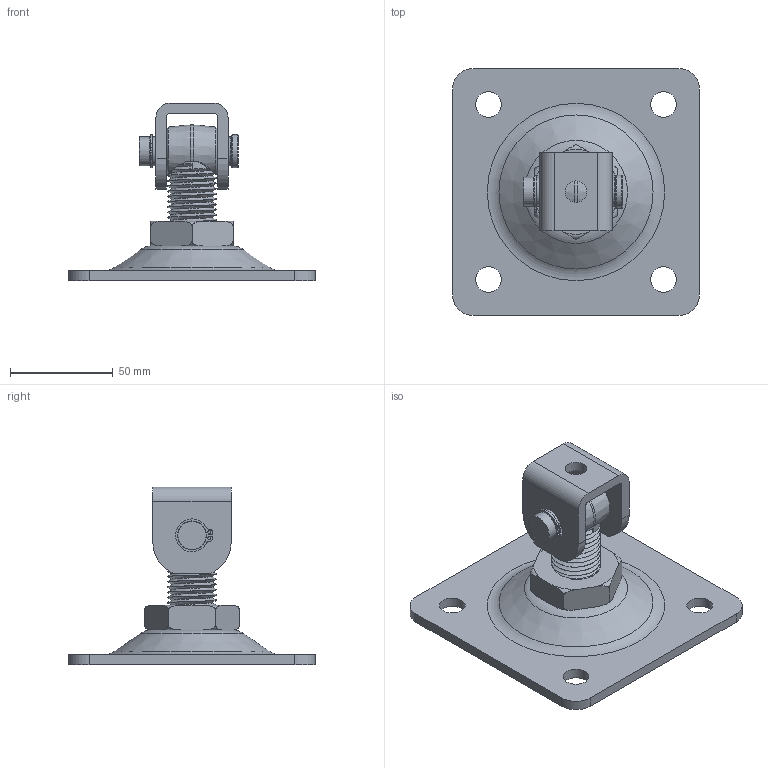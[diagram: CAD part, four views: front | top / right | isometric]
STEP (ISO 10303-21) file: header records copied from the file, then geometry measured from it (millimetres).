
FILE_DESCRIPTION(/* description */ (''),/* implementation_level */ '2;1');
FILE_NAME(/* name */ '25245.stp',/* time_stamp */ '2019-08-05T10:10:36+02:00',/* author */ ('DOMINIQUE'),/* organization */ (''),/* preprocessor_version */ 'ST-DEVELOPER v17.2',/* originating_system */ 'Autodesk Inventor 2019',/* authorisation */ '');
FILE_SCHEMA (('AUTOMOTIVE_DESIGN { 1 0 10303 214 3 1 1 }'));
Length unit declared in the file: millimetre
Products named in the file (7): 25245; 25225-4; 25165-5; 25165-1; 25165-2; 25165-3; NF E 22-163 - 13x1
Assembly tree (6 placements, depth 2):
  25245
    25225-4
    25165-5
    25165-1
    25165-2
    25165-3
    NF E 22-163 - 13x1
Bounding box: 120 x 120 x 86.5 mm (x, y, z)
Volume: 137067.9 mm3; surface area: 60053.4 mm2
Topology: 7 solids, 7 shells, 156 faces, 424 edges, 282 vertices
Faces by surface type: cylinder 67, plane 42, torus 22, bspline 16, cone 9
Full cylindrical faces by diameter (mm): 1.5 x2, 10.5 x1, 12 x1, 12.5 x4, 14 x2, 14.1 x1, 14.2 x2, 16 x1, 20.752 x1, 24 x19, 31.5 x2, 32 x1, 34.5 x1
Entity records: 10030 total; most frequent: CARTESIAN_POINT 5925, ORIENTED_EDGE 848, DIRECTION 740, EDGE_CURVE 424, AXIS2_PLACEMENT_3D 304, VERTEX_POINT 282, EDGE_LOOP 188, FACE_OUTER_BOUND 156
